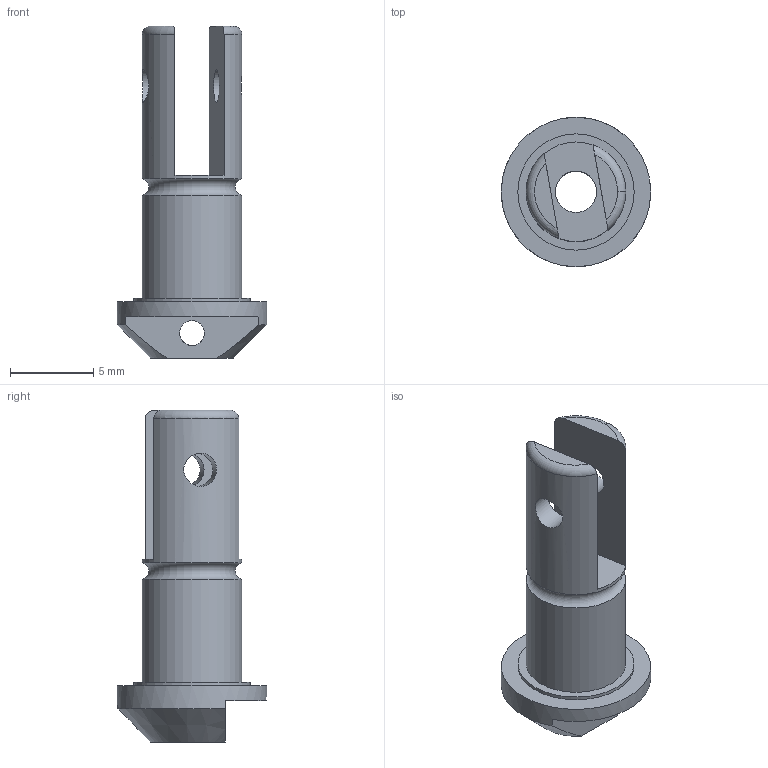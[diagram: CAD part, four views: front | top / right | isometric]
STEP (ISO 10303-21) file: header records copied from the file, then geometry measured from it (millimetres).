
FILE_DESCRIPTION(('FreeCAD Model'),'2;1');
FILE_NAME('Open CASCADE Shape Model','2021-08-13T09:43:52',(''),(''), 'Open CASCADE STEP processor 7.5','FreeCAD','Unknown');
FILE_SCHEMA(('AUTOMOTIVE_DESIGN { 1 0 10303 214 1 1 1 1 }'));
Length unit declared in the file: millimetre
Products named in the file (1): Pied de pale AK INDUSTRIE THAL MARMOUTHIER
Bounding box: 9 x 9 x 20 mm (x, y, z)
Volume: 388.8 mm3; surface area: 633.5 mm2
Topology: 1 solids, 1 shells, 25 faces, 65 edges, 42 vertices
Faces by surface type: plane 10, cylinder 9, torus 4, cone 2
Full cylindrical faces by diameter (mm): 1.5 x2, 2 x2, 2.5 x1, 6 x2, 7 x1, 9 x1
Entity records: 3122 total; most frequent: CARTESIAN_POINT 1819, DIRECTION 230, ORIENTED_EDGE 130, PCURVE 130, DEFINITIONAL_REPRESENTATION 130, LINE 106, VECTOR 106, EDGE_CURVE 65
